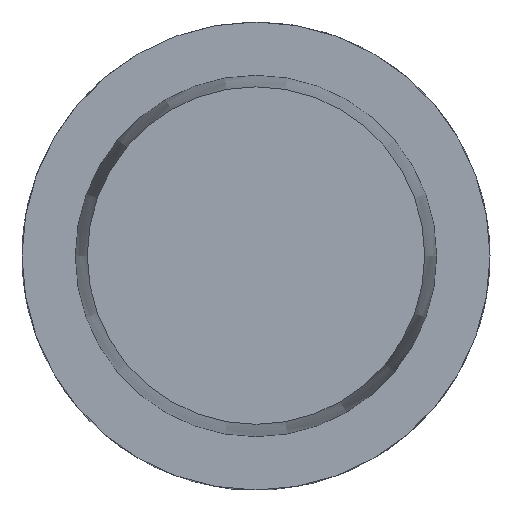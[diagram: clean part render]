
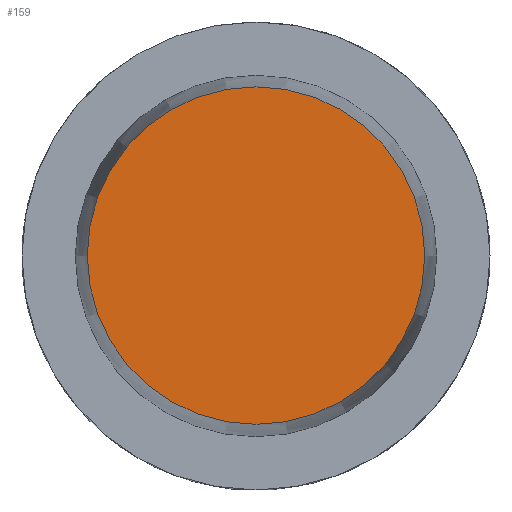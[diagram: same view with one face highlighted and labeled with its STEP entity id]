
A CAD part, top view. The second image highlights one B-rep face of the part: STEP entity #159.
In plain terms, the highlighted planar face has unit normal (0, 0, 1).
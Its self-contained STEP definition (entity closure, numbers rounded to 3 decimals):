
#73=PLANE('',#1024);
#111=FACE_OUTER_BOUND('',#253,.T.);
#159=ADVANCED_FACE('',(#111),#73,.F.);
#253=EDGE_LOOP('',(#565));
#315=CIRCLE('',#1023,22.717);
#565=ORIENTED_EDGE('',*,*,#785,.T.);
#659=VERTEX_POINT('',#1629);
#785=EDGE_CURVE('',#659,#659,#315,.T.);
#1023=AXIS2_PLACEMENT_3D('',#1628,#1262,#1263);
#1024=AXIS2_PLACEMENT_3D('',#1630,#1264,#1265);
#1262=DIRECTION('',(0.,0.,1.));
#1263=DIRECTION('',(-1.,0.,0.));
#1264=DIRECTION('',(0.,0.,-1.));
#1265=DIRECTION('',(1.,0.,0.));
#1628=CARTESIAN_POINT('',(0.,0.,
32.));
#1629=CARTESIAN_POINT('',(-22.717,0.,32.));
#1630=CARTESIAN_POINT('',(-21.576,0.,32.));
